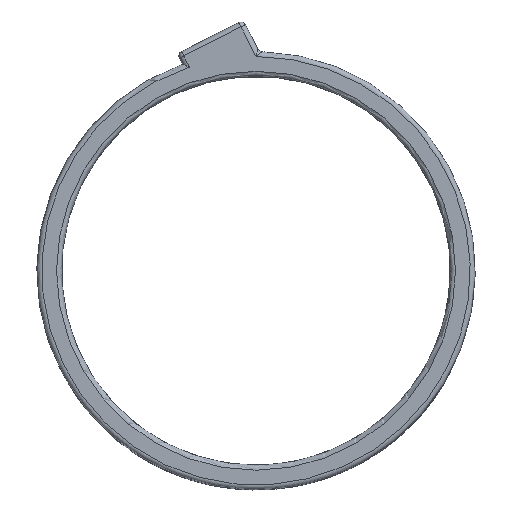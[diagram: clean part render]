
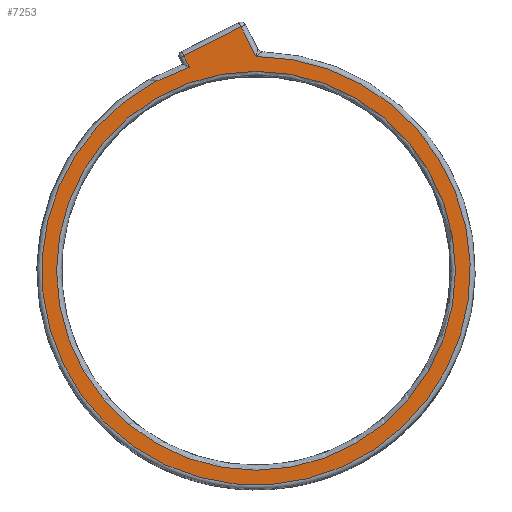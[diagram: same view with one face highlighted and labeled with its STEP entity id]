
A CAD part, top view. The second image highlights one B-rep face of the part: STEP entity #7253.
In plain terms, the highlighted planar face has unit normal (0, 0, 1).
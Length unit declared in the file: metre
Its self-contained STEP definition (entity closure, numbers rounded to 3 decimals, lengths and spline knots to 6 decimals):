
#200=PLANE('',#7822);
#515=CIRCLE('',#7823,0.0405);
#516=CIRCLE('',#7824,0.0435);
#677=LINE('',#10936,#1171);
#678=LINE('',#10939,#1172);
#679=LINE('',#10941,#1173);
#1171=VECTOR('',#8539,1.);
#1172=VECTOR('',#8540,1.);
#1173=VECTOR('',#8541,1.);
#1957=ORIENTED_EDGE('',*,*,#4245,.T.);
#1958=ORIENTED_EDGE('',*,*,#4246,.T.);
#1959=ORIENTED_EDGE('',*,*,#4247,.T.);
#1960=ORIENTED_EDGE('',*,*,#4248,.T.);
#1961=ORIENTED_EDGE('',*,*,#4249,.T.);
#4245=EDGE_CURVE('',#5382,#5382,#515,.F.);
#4246=EDGE_CURVE('',#5383,#5384,#677,.T.);
#4247=EDGE_CURVE('',#5384,#5385,#678,.T.);
#4248=EDGE_CURVE('',#5385,#5386,#679,.F.);
#4249=EDGE_CURVE('',#5386,#5383,#516,.T.);
#5382=VERTEX_POINT('',#10935);
#5383=VERTEX_POINT('',#10937);
#5384=VERTEX_POINT('',#10938);
#5385=VERTEX_POINT('',#10940);
#5386=VERTEX_POINT('',#10942);
#6250=EDGE_LOOP('',(#1957));
#6251=EDGE_LOOP('',(#1958,#1959,#1960,#1961));
#6722=FACE_BOUND('',#6250,.T.);
#6723=FACE_BOUND('',#6251,.T.);
#7253=ADVANCED_FACE('',(#6722,#6723),#200,.T.);
#7822=AXIS2_PLACEMENT_3D('',#10933,#8535,#8536);
#7823=AXIS2_PLACEMENT_3D('',#10934,#8537,#8538);
#7824=AXIS2_PLACEMENT_3D('',#10943,#8542,#8543);
#8535=DIRECTION('',(0.,0.,1.));
#8536=DIRECTION('',(1.,0.,0.));
#8537=DIRECTION('',(0.,0.,1.));
#8538=DIRECTION('',(1.,0.,0.));
#8539=DIRECTION('',(-0.454,0.891,0.));
#8540=DIRECTION('',(-0.891,-0.454,0.));
#8541=DIRECTION('',(-0.454,0.891,0.));
#8542=DIRECTION('',(0.,0.,1.));
#8543=DIRECTION('',(1.,0.,0.));
#10933=CARTESIAN_POINT('',(0.,0.,0.006));
#10934=CARTESIAN_POINT('',(0.,0.,0.006));
#10935=CARTESIAN_POINT('',(0.0405,0.,0.006));
#10936=CARTESIAN_POINT('',(-0.003518,0.050405,0.006));
#10937=CARTESIAN_POINT('',(0.,0.0435,0.006));
#10938=CARTESIAN_POINT('',(-0.003064,0.049514,0.006));
#10939=CARTESIAN_POINT('',(-0.015539,0.043158,0.006));
#10940=CARTESIAN_POINT('',(-0.014648,0.043612,0.006));
#10941=CARTESIAN_POINT('',(-0.01402,0.042381,0.006));
#10942=CARTESIAN_POINT('',(-0.013496,0.041353,0.006));
#10943=CARTESIAN_POINT('',(0.,0.,0.006));
